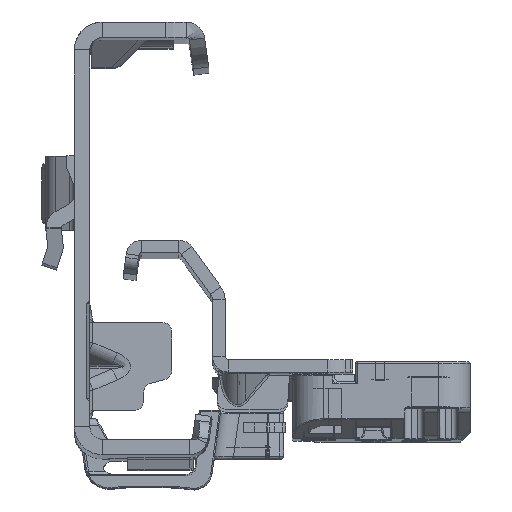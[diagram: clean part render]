
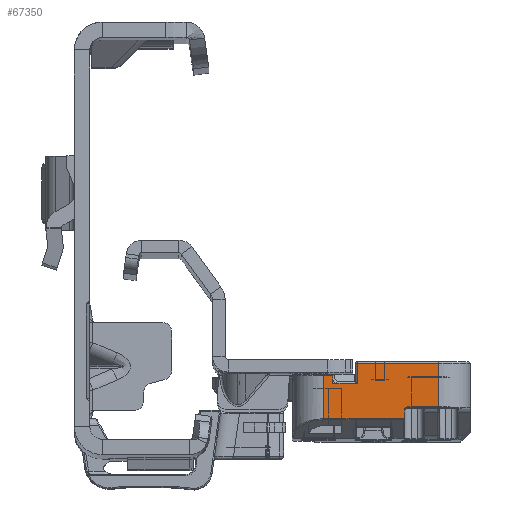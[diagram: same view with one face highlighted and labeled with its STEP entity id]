
A CAD part, top view. The second image highlights one B-rep face of the part: STEP entity #67350.
In plain terms, the highlighted face is planar.
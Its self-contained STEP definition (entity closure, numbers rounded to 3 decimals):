
#2798 = CARTESIAN_POINT ( 'NONE',  ( 3.15, 0.1, -284.5 ) ) ;
#4027 = DIRECTION ( 'NONE',  ( 0., -1., 0. ) ) ;
#6761 = DIRECTION ( 'NONE',  ( 0., 1., 0. ) ) ;
#6770 = ORIENTED_EDGE ( 'NONE', *, *, #126663, .F. ) ;
#8249 = VECTOR ( 'NONE', #6761, 1000. ) ;
#12107 = VECTOR ( 'NONE', #69912, 1000. ) ;
#12281 = AXIS2_PLACEMENT_3D ( 'NONE', #73967, #24605, #64235 ) ;
#13271 = LINE ( 'NONE', #14565, #60045 ) ;
#14425 = LINE ( 'NONE', #124156, #39102 ) ;
#14562 = EDGE_CURVE ( 'NONE', #91606, #22348, #76477, .T. ) ;
#14565 = CARTESIAN_POINT ( 'NONE',  ( -0.7, 2.1, -284.5 ) ) ;
#15241 = ORIENTED_EDGE ( 'NONE', *, *, #122926, .T. ) ;
#16581 = VERTEX_POINT ( 'NONE', #74895 ) ;
#17138 = LINE ( 'NONE', #17785, #8249 ) ;
#17785 = CARTESIAN_POINT ( 'NONE',  ( -13.7, 2., -284.5 ) ) ;
#18077 = ORIENTED_EDGE ( 'NONE', *, *, #14562, .T. ) ;
#20708 = EDGE_LOOP ( 'NONE', ( #69622, #21691, #15241, #6770, #83473, #122197, #119165, #18077, #23980, #91631, #119534, #97890 ) ) ;
#21691 = ORIENTED_EDGE ( 'NONE', *, *, #111353, .T. ) ;
#22348 = VERTEX_POINT ( 'NONE', #105656 ) ;
#22892 = DIRECTION ( 'NONE',  ( 0., 1., 0. ) ) ;
#23637 = CARTESIAN_POINT ( 'NONE',  ( 4.6, -6.785, -284.5 ) ) ;
#23980 = ORIENTED_EDGE ( 'NONE', *, *, #105598, .F. ) ;
#24605 = DIRECTION ( 'NONE',  ( 0., 0., 1. ) ) ;
#28003 = EDGE_CURVE ( 'NONE', #75169, #63284, #95796, .T. ) ;
#28012 = CARTESIAN_POINT ( 'NONE',  ( -8.3, -6.669, -284.5 ) ) ;
#28347 = VERTEX_POINT ( 'NONE', #35920 ) ;
#30003 = VECTOR ( 'NONE', #4027, 1000. ) ;
#30083 = VECTOR ( 'NONE', #70387, 1000. ) ;
#30196 = CARTESIAN_POINT ( 'NONE',  ( 3.15, -1.15, -284.5 ) ) ;
#31577 = EDGE_CURVE ( 'NONE', #63284, #81790, #49136, .T. ) ;
#31747 = CARTESIAN_POINT ( 'NONE',  ( -8.3, -5.2, -284.5 ) ) ;
#31928 = CARTESIAN_POINT ( 'NONE',  ( -0.75, -1.15, -284.5 ) ) ;
#33386 = EDGE_CURVE ( 'NONE', #16581, #67828, #105824, .T. ) ;
#34358 = FACE_OUTER_BOUND ( 'NONE', #20708, .T. ) ;
#35260 = VECTOR ( 'NONE', #65480, 1000. ) ;
#35920 = CARTESIAN_POINT ( 'NONE',  ( 4.6, 0.1, -284.5 ) ) ;
#38176 = CARTESIAN_POINT ( 'NONE',  ( 4.6, 0.1, -284.5 ) ) ;
#39102 = VECTOR ( 'NONE', #22892, 1000. ) ;
#40506 = LINE ( 'NONE', #2798, #30083 ) ;
#40543 = VERTEX_POINT ( 'NONE', #73653 ) ;
#40910 = EDGE_CURVE ( 'NONE', #91606, #67828, #91085, .T. ) ;
#41427 = DIRECTION ( 'NONE',  ( 1., 0., 0. ) ) ;
#44211 = VERTEX_POINT ( 'NONE', #23637 ) ;
#45321 = AXIS2_PLACEMENT_3D ( 'NONE', #77918, #48696, #117552 ) ;
#46526 = EDGE_CURVE ( 'NONE', #74665, #125662, #17138, .T. ) ;
#48696 = DIRECTION ( 'NONE',  ( 0., 0., 1. ) ) ;
#48816 = EDGE_CURVE ( 'NONE', #44211, #16581, #125697, .T. ) ;
#49136 = LINE ( 'NONE', #109547, #12107 ) ;
#52858 = CARTESIAN_POINT ( 'NONE',  ( -8.273, -6.785, -284.5 ) ) ;
#60045 = VECTOR ( 'NONE', #102911, 1000. ) ;
#63119 = CARTESIAN_POINT ( 'NONE',  ( -8.3, 0., -284.5 ) ) ;
#63284 = VERTEX_POINT ( 'NONE', #31928 ) ;
#64235 = DIRECTION ( 'NONE',  ( 1., 0., 0. ) ) ;
#64391 = VECTOR ( 'NONE', #124410, 1000. ) ;
#65242 = CARTESIAN_POINT ( 'NONE',  ( -13.7, -5., -284.5 ) ) ;
#65480 = DIRECTION ( 'NONE',  ( 1., 0., 0. ) ) ;
#67350 = ADVANCED_FACE ( 'NONE', ( #34358 ), #123329, .F. ) ;
#67370 = EDGE_CURVE ( 'NONE', #125662, #75169, #13271, .T. ) ;
#67828 = VERTEX_POINT ( 'NONE', #28012 ) ;
#69622 = ORIENTED_EDGE ( 'NONE', *, *, #31577, .T. ) ;
#69912 = DIRECTION ( 'NONE',  ( 1., 0., 0. ) ) ;
#70387 = DIRECTION ( 'NONE',  ( 0., 1., 0. ) ) ;
#71301 = LINE ( 'NONE', #110943, #97750 ) ;
#73653 = CARTESIAN_POINT ( 'NONE',  ( 3.15, 0.1, -284.5 ) ) ;
#73967 = CARTESIAN_POINT ( 'NONE',  ( 19.8, 2.6, -284.5 ) ) ;
#74665 = VERTEX_POINT ( 'NONE', #65242 ) ;
#74895 = CARTESIAN_POINT ( 'NONE',  ( -8.273, -6.785, -284.5 ) ) ;
#75169 = VERTEX_POINT ( 'NONE', #109865 ) ;
#76477 = CIRCLE ( 'NONE', #45321, 0.2 ) ;
#77918 = CARTESIAN_POINT ( 'NONE',  ( -8.5, -5.2, -284.5 ) ) ;
#81790 = VERTEX_POINT ( 'NONE', #30196 ) ;
#83473 = ORIENTED_EDGE ( 'NONE', *, *, #48816, .T. ) ;
#88558 = CARTESIAN_POINT ( 'NONE',  ( -13.7, 2.1, -284.5 ) ) ;
#89973 = CARTESIAN_POINT ( 'NONE',  ( -8.3, -6.669, -284.5 ) ) ;
#91085 = LINE ( 'NONE', #63119, #30003 ) ;
#91606 = VERTEX_POINT ( 'NONE', #31747 ) ;
#91631 = ORIENTED_EDGE ( 'NONE', *, *, #46526, .T. ) ;
#95348 = LINE ( 'NONE', #38176, #35260 ) ;
#95796 = LINE ( 'NONE', #118531, #97116 ) ;
#97116 = VECTOR ( 'NONE', #97729, 1000. ) ;
#97729 = DIRECTION ( 'NONE',  ( 0., -1., 0. ) ) ;
#97750 = VECTOR ( 'NONE', #41427, 1000. ) ;
#97890 = ORIENTED_EDGE ( 'NONE', *, *, #28003, .T. ) ;
#102250 = CARTESIAN_POINT ( 'NONE',  ( -8.291, -6.749, -284.5 ) ) ;
#102911 = DIRECTION ( 'NONE',  ( 1., 0., 0. ) ) ;
#105598 = EDGE_CURVE ( 'NONE', #74665, #22348, #71301, .T. ) ;
#105656 = CARTESIAN_POINT ( 'NONE',  ( -8.5, -5., -284.5 ) ) ;
#105824 =( BOUNDED_CURVE ( )  B_SPLINE_CURVE ( 3, ( #52858, #102250, #110105, #89973 ),
 .UNSPECIFIED., .F., .F. ) 
 B_SPLINE_CURVE_WITH_KNOTS ( ( 4, 4 ),
 ( 1.047, 1.571 ),
 .UNSPECIFIED. ) 
 CURVE ( )  GEOMETRIC_REPRESENTATION_ITEM ( )  RATIONAL_B_SPLINE_CURVE ( ( 1., 0.977, 0.977, 1. ) ) 
 REPRESENTATION_ITEM ( '' )  );
#109547 = CARTESIAN_POINT ( 'NONE',  ( 19.8, -1.15, -284.5 ) ) ;
#109865 = CARTESIAN_POINT ( 'NONE',  ( -0.75, 2.1, -284.5 ) ) ;
#110105 = CARTESIAN_POINT ( 'NONE',  ( -8.3, -6.71, -284.5 ) ) ;
#110943 = CARTESIAN_POINT ( 'NONE',  ( -8.3, -5., -284.5 ) ) ;
#111353 = EDGE_CURVE ( 'NONE', #81790, #40543, #40506, .T. ) ;
#117552 = DIRECTION ( 'NONE',  ( 1., 0., 0. ) ) ;
#118531 = CARTESIAN_POINT ( 'NONE',  ( -0.75, -0.9, -284.5 ) ) ;
#119165 = ORIENTED_EDGE ( 'NONE', *, *, #40910, .F. ) ;
#119534 = ORIENTED_EDGE ( 'NONE', *, *, #67370, .T. ) ;
#122197 = ORIENTED_EDGE ( 'NONE', *, *, #33386, .T. ) ;
#122926 = EDGE_CURVE ( 'NONE', #40543, #28347, #95348, .T. ) ;
#123329 = PLANE ( 'NONE',  #12281 ) ;
#124156 = CARTESIAN_POINT ( 'NONE',  ( 4.6, -242.444, -284.5 ) ) ;
#124410 = DIRECTION ( 'NONE',  ( -1., 0., 0. ) ) ;
#125662 = VERTEX_POINT ( 'NONE', #88558 ) ;
#125697 = LINE ( 'NONE', #126345, #64391 ) ;
#126345 = CARTESIAN_POINT ( 'NONE',  ( -8.3, -6.785, -284.5 ) ) ;
#126663 = EDGE_CURVE ( 'NONE', #44211, #28347, #14425, .T. ) ;
